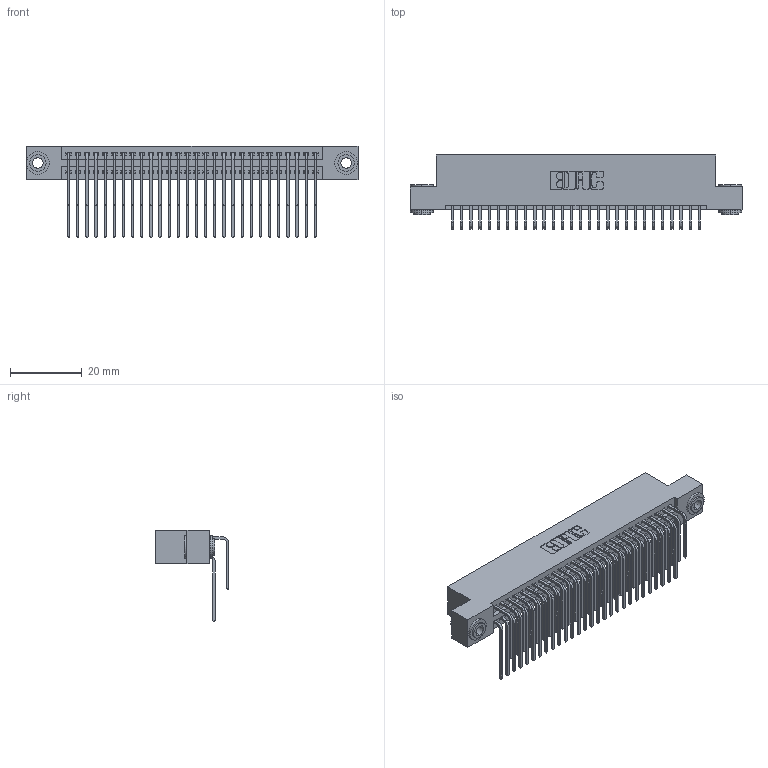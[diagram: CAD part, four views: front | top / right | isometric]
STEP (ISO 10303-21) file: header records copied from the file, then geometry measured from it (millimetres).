
FILE_DESCRIPTION (( 'STEP AP203' ), '1' );
FILE_NAME ('395-056-559-203.STEP', '2018-11-22T19:38:48', ( '' ), ( '' ), 'SwSTEP 2.0', 'SolidWorks 2016', '' );
FILE_SCHEMA (( 'CONFIG_CONTROL_DESIGN' ));
Length unit declared in the file: inch
Products named in the file (5): 345-250-002_345-250-002-102; 345-292-001_558 559 Tail - 1; 345-292-001_559 Tail - 2; 345 Part_Flush Mounting Lugs - 0.156 Dia-TH; 395-056-559-203
Assembly tree (59 placements, depth 2):
  395-056-559-203
    345 Part_Flush Mounting Lugs - 0.156 Dia-TH
    345-292-001_558 559 Tail - 1  x28
    345-292-001_559 Tail - 2  x28
    345-250-002_345-250-002-102  x2
Bounding box: 92.33 x 20.56 x 25.53 mm (x, y, z)
Volume: 9181.4 mm3; surface area: 15024.5 mm2
Topology: 59 solids, 59 shells, 3076 faces, 9097 edges, 5986 vertices
Faces by surface type: plane 2050, cylinder 1018, cone 8
Entity records: 26156 total; most frequent: CARTESIAN_POINT 4418, ORIENTED_EDGE 4294, DIRECTION 3917, EDGE_CURVE 2147, LINE 1839, VECTOR 1839, VERTEX_POINT 1426, AXIS2_PLACEMENT_3D 1039
